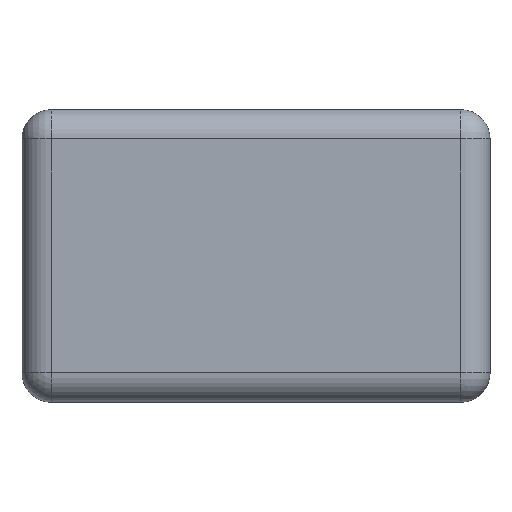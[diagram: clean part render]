
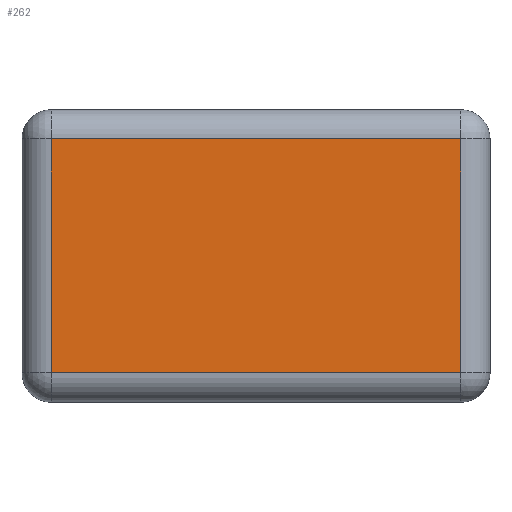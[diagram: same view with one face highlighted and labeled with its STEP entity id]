
A CAD part, top view. The second image highlights one B-rep face of the part: STEP entity #262.
In plain terms, the highlighted planar face has unit normal (0, 0, 1).
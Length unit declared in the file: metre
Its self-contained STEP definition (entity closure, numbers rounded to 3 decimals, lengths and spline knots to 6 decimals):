
#64=ORIENTED_EDGE('',*,*,#136,.T.);
#65=ORIENTED_EDGE('',*,*,#137,.T.);
#66=ORIENTED_EDGE('',*,*,#138,.T.);
#67=ORIENTED_EDGE('',*,*,#139,.T.);
#136=EDGE_CURVE('',#172,#173,#192,.T.);
#137=EDGE_CURVE('',#173,#174,#193,.F.);
#138=EDGE_CURVE('',#174,#175,#194,.F.);
#139=EDGE_CURVE('',#175,#172,#195,.T.);
#172=VERTEX_POINT('',#452);
#173=VERTEX_POINT('',#453);
#174=VERTEX_POINT('',#455);
#175=VERTEX_POINT('',#457);
#192=LINE('',#451,#212);
#193=LINE('',#454,#213);
#194=LINE('',#456,#214);
#195=LINE('',#458,#215);
#212=VECTOR('',#351,1.);
#213=VECTOR('',#352,1.);
#214=VECTOR('',#353,1.);
#215=VECTOR('',#354,1.);
#220=EDGE_LOOP('',(#64,#65,#66,#67));
#238=FACE_BOUND('',#220,.T.);
#256=PLANE('',#293);
#262=ADVANCED_FACE('',(#238),#256,.T.);
#293=AXIS2_PLACEMENT_3D('',#450,#349,#350);
#349=DIRECTION('',(0.,0.,1.));
#350=DIRECTION('',(1.,0.,0.));
#351=DIRECTION('',(0.,1.,0.));
#352=DIRECTION('',(1.,0.,0.));
#353=DIRECTION('',(0.,1.,0.));
#354=DIRECTION('',(1.,0.,0.));
#450=CARTESIAN_POINT('',(0.,0.,0.00045));
#451=CARTESIAN_POINT('',(0.0007,0.0005,0.00045));
#452=CARTESIAN_POINT('',(0.0007,-0.0004,0.00045));
#453=CARTESIAN_POINT('',(0.0007,0.0004,0.00045));
#454=CARTESIAN_POINT('',(0.,0.0004,0.00045));
#455=CARTESIAN_POINT('',(-0.0007,0.0004,0.00045));
#456=CARTESIAN_POINT('',(-0.0007,0.,0.00045));
#457=CARTESIAN_POINT('',(-0.0007,-0.0004,0.00045));
#458=CARTESIAN_POINT('',(0.0008,-0.0004,0.00045));
